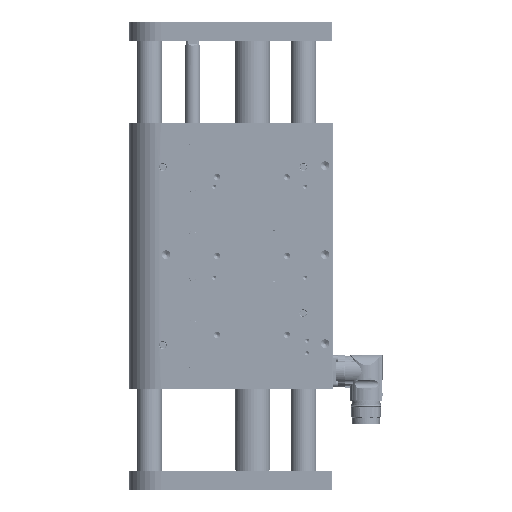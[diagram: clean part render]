
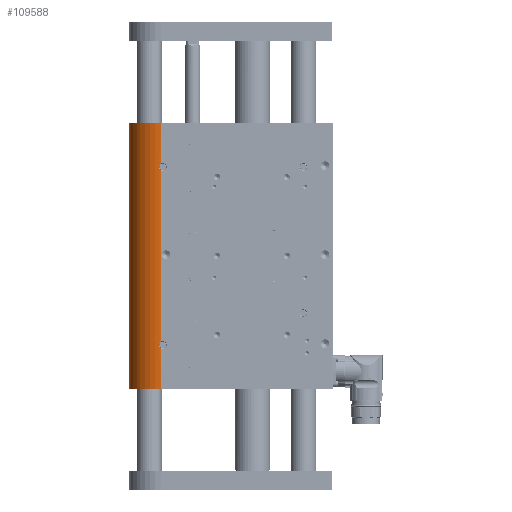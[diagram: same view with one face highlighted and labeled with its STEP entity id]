
A CAD part, left-side view. The second image highlights one B-rep face of the part: STEP entity #109588.
In plain terms, the highlighted cylindrical face has radius 25 mm (diameter 50 mm), a partial arc.
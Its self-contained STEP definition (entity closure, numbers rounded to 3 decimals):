
#4376 = EDGE_CURVE ( 'NONE', #34442, #22527, #56217, .T. ) ;
#4659 = CARTESIAN_POINT ( 'NONE',  ( -24.97, 73.221, 175.78 ) ) ;
#5391 = CIRCLE ( 'NONE', #87822, 25. ) ;
#5465 = CARTESIAN_POINT ( 'NONE',  ( -24.982, 72.964, 176.244 ) ) ;
#6806 = CARTESIAN_POINT ( 'NONE',  ( -25., 72., 37.127 ) ) ;
#8817 = ORIENTED_EDGE ( 'NONE', *, *, #151401, .F. ) ;
#10184 = AXIS2_PLACEMENT_3D ( 'NONE', #121623, #27794, #123962 ) ;
#12652 = CARTESIAN_POINT ( 'NONE',  ( -25., 72., 0. ) ) ;
#13374 = CARTESIAN_POINT ( 'NONE',  ( -24.982, 72.963, 172.756 ) ) ;
#15670 = CARTESIAN_POINT ( 'NONE',  ( -25., 72., 171.873 ) ) ;
#17913 = CARTESIAN_POINT ( 'NONE',  ( -25., 72., 209. ) ) ;
#18476 = CARTESIAN_POINT ( 'NONE',  ( -25., 72., 209. ) ) ;
#20693 = CARTESIAN_POINT ( 'NONE',  ( -24.96, 73.415, 35.155 ) ) ;
#21460 = CARTESIAN_POINT ( 'NONE',  ( -24.971, 73.22, 33.218 ) ) ;
#22527 = VERTEX_POINT ( 'NONE', #6806 ) ;
#25114 = CARTESIAN_POINT ( 'NONE',  ( -24.997, 72.438, 172.166 ) ) ;
#27794 = DIRECTION ( 'NONE',  ( 0., 0., 1. ) ) ;
#28614 = EDGE_LOOP ( 'NONE', ( #126951, #44958, #8817, #99410, #55626, #39611, #150877, #114287 ) ) ;
#32105 = DIRECTION ( 'NONE',  ( 0., 0., -1. ) ) ;
#32422 = CARTESIAN_POINT ( 'NONE',  ( -24.956, 73.481, 34.632 ) ) ;
#33976 = CARTESIAN_POINT ( 'NONE',  ( -24.997, 72.441, 36.831 ) ) ;
#34442 = VERTEX_POINT ( 'NONE', #109874 ) ;
#36006 = CARTESIAN_POINT ( 'NONE',  ( 0., 72., 0. ) ) ;
#36324 = EDGE_CURVE ( 'NONE', #76547, #39879, #5391, .T. ) ;
#36869 = CARTESIAN_POINT ( 'NONE',  ( -25., 72., 171.873 ) ) ;
#38416 = CARTESIAN_POINT ( 'NONE',  ( -24.956, 73.481, 174.239 ) ) ;
#39611 = ORIENTED_EDGE ( 'NONE', *, *, #80744, .F. ) ;
#39879 = VERTEX_POINT ( 'NONE', #12652 ) ;
#42708 = DIRECTION ( 'NONE',  ( 0., 0., -1. ) ) ;
#43407 = CARTESIAN_POINT ( 'NONE',  ( -24.97, 73.221, 35.78 ) ) ;
#44958 = ORIENTED_EDGE ( 'NONE', *, *, #4376, .T. ) ;
#46482 = CARTESIAN_POINT ( 'NONE',  ( -25., 72.23, 36.996 ) ) ;
#48181 = B_SPLINE_CURVE_WITH_KNOTS ( 'NONE', 3,
 ( #36869, #132241, #25114, #72846, #13374, #97043, #61932, #109483, #38416, #136802, #111058, #135327, #74376, #103738, #4659, #5465, #123580, #133780, #122007, #115511 ),
 .UNSPECIFIED., .F., .F.,
 ( 4, 2, 2, 2, 2, 2, 2, 2, 2, 4 ),
 ( 0., 0.001, 0.002, 0.003, 0.003, 0.004, 0.004, 0.005, 0.006, 0.006 ),
 .UNSPECIFIED. ) ;
#48465 = DIRECTION ( 'NONE',  ( 0., 0., 1. ) ) ;
#49223 = DIRECTION ( 'NONE',  ( 1., 0., 0. ) ) ;
#51456 = CARTESIAN_POINT ( 'NONE',  ( 25., 72., 0. ) ) ;
#53277 = LINE ( 'NONE', #112703, #124955 ) ;
#53739 = CYLINDRICAL_SURFACE ( 'NONE', #57743, 25. ) ;
#55168 = CIRCLE ( 'NONE', #10184, 25. ) ;
#55317 = EDGE_CURVE ( 'NONE', #55341, #149256, #48181, .T. ) ;
#55341 = VERTEX_POINT ( 'NONE', #15670 ) ;
#55626 = ORIENTED_EDGE ( 'NONE', *, *, #139859, .F. ) ;
#56217 = B_SPLINE_CURVE_WITH_KNOTS ( 'NONE', 3,
 ( #69982, #105913, #153642, #80941, #152888, #21460, #150550, #69210, #93428, #32422, #80160, #79390, #20693, #130169, #43407, #141091, #117655, #33976, #46482, #70792 ),
 .UNSPECIFIED., .F., .F.,
 ( 4, 2, 2, 2, 2, 2, 2, 2, 2, 4 ),
 ( 0., 0.001, 0.002, 0.003, 0.003, 0.004, 0.004, 0.005, 0.006, 0.006 ),
 .UNSPECIFIED. ) ;
#57743 = AXIS2_PLACEMENT_3D ( 'NONE', #150701, #78039, #104505 ) ;
#61932 = CARTESIAN_POINT ( 'NONE',  ( -24.965, 73.317, 173.464 ) ) ;
#63263 = LINE ( 'NONE', #110048, #92557 ) ;
#66298 = FACE_OUTER_BOUND ( 'NONE', #28614, .T. ) ;
#69210 = CARTESIAN_POINT ( 'NONE',  ( -24.958, 73.448, 33.973 ) ) ;
#69982 = CARTESIAN_POINT ( 'NONE',  ( -25., 72., 31.873 ) ) ;
#70792 = CARTESIAN_POINT ( 'NONE',  ( -25., 72., 37.127 ) ) ;
#72121 = EDGE_CURVE ( 'NONE', #116655, #76547, #63263, .T. ) ;
#72846 = CARTESIAN_POINT ( 'NONE',  ( -24.988, 72.807, 172.545 ) ) ;
#74376 = CARTESIAN_POINT ( 'NONE',  ( -24.96, 73.415, 175.155 ) ) ;
#76547 = VERTEX_POINT ( 'NONE', #51456 ) ;
#78039 = DIRECTION ( 'NONE',  ( 0., 0., -1. ) ) ;
#79390 = CARTESIAN_POINT ( 'NONE',  ( -24.958, 73.44, 35.024 ) ) ;
#80160 = CARTESIAN_POINT ( 'NONE',  ( -24.957, 73.473, 34.762 ) ) ;
#80744 = EDGE_CURVE ( 'NONE', #116655, #145943, #55168, .T. ) ;
#80941 = CARTESIAN_POINT ( 'NONE',  ( -24.988, 72.807, 32.545 ) ) ;
#87822 = AXIS2_PLACEMENT_3D ( 'NONE', #36006, #48465, #49223 ) ;
#92557 = VECTOR ( 'NONE', #144500, 1000. ) ;
#93428 = CARTESIAN_POINT ( 'NONE',  ( -24.956, 73.481, 34.239 ) ) ;
#96023 = VECTOR ( 'NONE', #32105, 1000. ) ;
#97043 = CARTESIAN_POINT ( 'NONE',  ( -24.971, 73.22, 173.218 ) ) ;
#99410 = ORIENTED_EDGE ( 'NONE', *, *, #55317, .T. ) ;
#100982 = DIRECTION ( 'NONE',  ( 0., 0., -1. ) ) ;
#103738 = CARTESIAN_POINT ( 'NONE',  ( -24.965, 73.317, 175.537 ) ) ;
#104505 = DIRECTION ( 'NONE',  ( -1., 0., 0. ) ) ;
#105913 = CARTESIAN_POINT ( 'NONE',  ( -25., 72.229, 32.004 ) ) ;
#109483 = CARTESIAN_POINT ( 'NONE',  ( -24.958, 73.448, 173.973 ) ) ;
#109588 = ADVANCED_FACE ( 'NONE', ( #66298 ), #53739, .T. ) ;
#109874 = CARTESIAN_POINT ( 'NONE',  ( -25., 72., 31.873 ) ) ;
#110048 = CARTESIAN_POINT ( 'NONE',  ( 25., 72., 209. ) ) ;
#111058 = CARTESIAN_POINT ( 'NONE',  ( -24.957, 73.473, 174.762 ) ) ;
#112703 = CARTESIAN_POINT ( 'NONE',  ( -25., 72., 209. ) ) ;
#114287 = ORIENTED_EDGE ( 'NONE', *, *, #36324, .T. ) ;
#115511 = CARTESIAN_POINT ( 'NONE',  ( -25., 72., 177.127 ) ) ;
#115801 = LINE ( 'NONE', #142310, #96023 ) ;
#116655 = VERTEX_POINT ( 'NONE', #127628 ) ;
#117655 = CARTESIAN_POINT ( 'NONE',  ( -24.988, 72.807, 36.455 ) ) ;
#121623 = CARTESIAN_POINT ( 'NONE',  ( 0., 72., 209. ) ) ;
#122007 = CARTESIAN_POINT ( 'NONE',  ( -25., 72.23, 176.996 ) ) ;
#123580 = CARTESIAN_POINT ( 'NONE',  ( -24.988, 72.807, 176.455 ) ) ;
#123962 = DIRECTION ( 'NONE',  ( 1., 0., 0. ) ) ;
#124872 = LINE ( 'NONE', #18476, #136292 ) ;
#124955 = VECTOR ( 'NONE', #100982, 1000. ) ;
#126951 = ORIENTED_EDGE ( 'NONE', *, *, #129521, .F. ) ;
#127628 = CARTESIAN_POINT ( 'NONE',  ( 25., 72., 209. ) ) ;
#129521 = EDGE_CURVE ( 'NONE', #34442, #39879, #115801, .T. ) ;
#130169 = CARTESIAN_POINT ( 'NONE',  ( -24.965, 73.317, 35.537 ) ) ;
#132241 = CARTESIAN_POINT ( 'NONE',  ( -25., 72.229, 172.004 ) ) ;
#133780 = CARTESIAN_POINT ( 'NONE',  ( -24.997, 72.441, 176.831 ) ) ;
#135327 = CARTESIAN_POINT ( 'NONE',  ( -24.958, 73.44, 175.024 ) ) ;
#136292 = VECTOR ( 'NONE', #42708, 1000. ) ;
#136802 = CARTESIAN_POINT ( 'NONE',  ( -24.956, 73.481, 174.632 ) ) ;
#139859 = EDGE_CURVE ( 'NONE', #145943, #149256, #124872, .T. ) ;
#141091 = CARTESIAN_POINT ( 'NONE',  ( -24.982, 72.964, 36.244 ) ) ;
#142310 = CARTESIAN_POINT ( 'NONE',  ( -25., 72., 209. ) ) ;
#143028 = CARTESIAN_POINT ( 'NONE',  ( -25., 72., 177.127 ) ) ;
#144500 = DIRECTION ( 'NONE',  ( 0., 0., -1. ) ) ;
#145943 = VERTEX_POINT ( 'NONE', #17913 ) ;
#149256 = VERTEX_POINT ( 'NONE', #143028 ) ;
#150550 = CARTESIAN_POINT ( 'NONE',  ( -24.965, 73.317, 33.464 ) ) ;
#150701 = CARTESIAN_POINT ( 'NONE',  ( 0., 72., 209. ) ) ;
#150877 = ORIENTED_EDGE ( 'NONE', *, *, #72121, .T. ) ;
#151401 = EDGE_CURVE ( 'NONE', #55341, #22527, #53277, .T. ) ;
#152888 = CARTESIAN_POINT ( 'NONE',  ( -24.982, 72.963, 32.756 ) ) ;
#153642 = CARTESIAN_POINT ( 'NONE',  ( -24.997, 72.438, 32.166 ) ) ;
